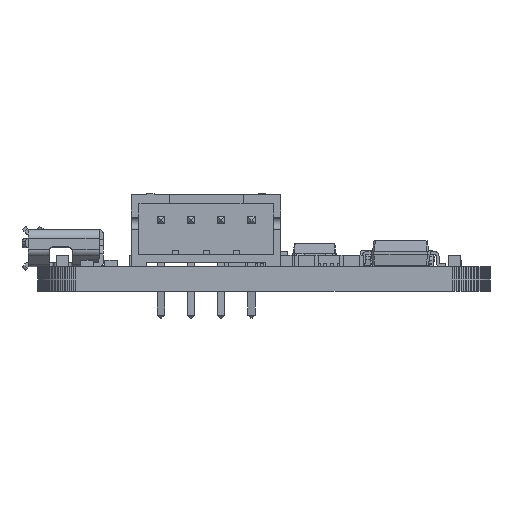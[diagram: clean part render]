
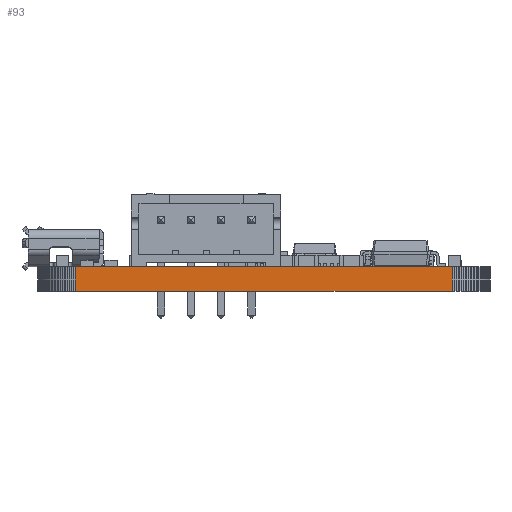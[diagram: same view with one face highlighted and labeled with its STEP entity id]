
A CAD part, front view. The second image highlights one B-rep face of the part: STEP entity #93.
In plain terms, the highlighted planar face has unit normal (0, -1, 0).
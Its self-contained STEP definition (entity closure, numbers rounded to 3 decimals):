
#57 = EDGE_CURVE('',#58,#60,#62,.T.);
#58 = VERTEX_POINT('',#59);
#59 = CARTESIAN_POINT('',(172.428,-140.002,0.));
#60 = VERTEX_POINT('',#61);
#61 = CARTESIAN_POINT('',(172.428,-140.002,-1.6));
#62 = LINE('',#63,#64);
#63 = CARTESIAN_POINT('',(172.428,-140.002,0.));
#64 = VECTOR('',#65,1.);
#65 = DIRECTION('',(0.,0.,-1.));
#93 = ADVANCED_FACE('',(#94),#119,.T.);
#94 = FACE_BOUND('',#95,.T.);
#95 = EDGE_LOOP('',(#96,#97,#105,#113));
#96 = ORIENTED_EDGE('',*,*,#57,.T.);
#97 = ORIENTED_EDGE('',*,*,#98,.T.);
#98 = EDGE_CURVE('',#60,#99,#101,.T.);
#99 = VERTEX_POINT('',#100);
#100 = CARTESIAN_POINT('',(197.428,-140.002,-1.6));
#101 = LINE('',#102,#103);
#102 = CARTESIAN_POINT('',(172.428,-140.002,-1.6));
#103 = VECTOR('',#104,1.);
#104 = DIRECTION('',(1.,0.,0.));
#105 = ORIENTED_EDGE('',*,*,#106,.F.);
#106 = EDGE_CURVE('',#107,#99,#109,.T.);
#107 = VERTEX_POINT('',#108);
#108 = CARTESIAN_POINT('',(197.428,-140.002,0.));
#109 = LINE('',#110,#111);
#110 = CARTESIAN_POINT('',(197.428,-140.002,0.));
#111 = VECTOR('',#112,1.);
#112 = DIRECTION('',(0.,0.,-1.));
#113 = ORIENTED_EDGE('',*,*,#114,.F.);
#114 = EDGE_CURVE('',#58,#107,#115,.T.);
#115 = LINE('',#116,#117);
#116 = CARTESIAN_POINT('',(172.428,-140.002,0.));
#117 = VECTOR('',#118,1.);
#118 = DIRECTION('',(1.,0.,0.));
#119 = PLANE('',#120);
#120 = AXIS2_PLACEMENT_3D('',#121,#122,#123);
#121 = CARTESIAN_POINT('',(172.428,-140.002,0.));
#122 = DIRECTION('',(0.,-1.,0.));
#123 = DIRECTION('',(1.,0.,0.));
